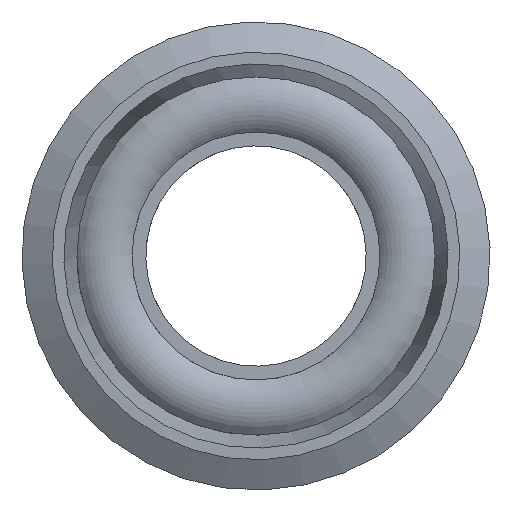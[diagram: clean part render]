
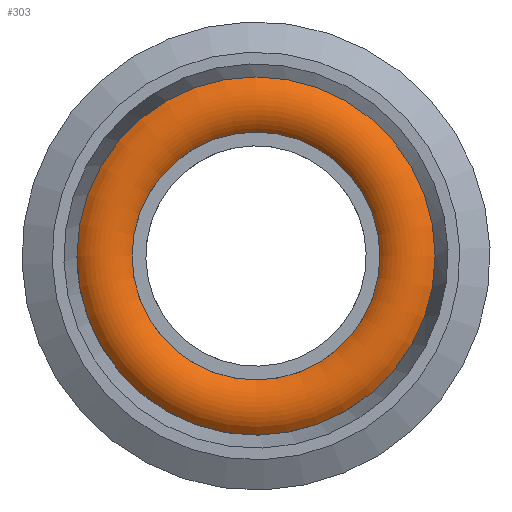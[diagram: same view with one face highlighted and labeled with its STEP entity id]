
A CAD part, left-side view. The second image highlights one B-rep face of the part: STEP entity #303.
In plain terms, the highlighted toroidal (fillet/blend) face has major radius 11 mm and minor radius 2.8 mm.
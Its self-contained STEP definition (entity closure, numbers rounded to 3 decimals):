
#32=TOROIDAL_SURFACE('',#335,11.,2.8);
#36=FACE_BOUND('',#91,.T.);
#62=FACE_OUTER_BOUND('',#90,.T.);
#90=EDGE_LOOP('',(#220));
#91=EDGE_LOOP('',(#221));
#138=CIRCLE('',#330,9.);
#140=CIRCLE('',#333,13.);
#164=VERTEX_POINT('',#489);
#166=VERTEX_POINT('',#494);
#190=EDGE_CURVE('',#164,#164,#138,.T.);
#192=EDGE_CURVE('',#166,#166,#140,.T.);
#220=ORIENTED_EDGE('',*,*,#192,.F.);
#221=ORIENTED_EDGE('',*,*,#190,.T.);
#303=ADVANCED_FACE('',(#62,#36),#32,.T.);
#330=AXIS2_PLACEMENT_3D('',#490,#385,#386);
#333=AXIS2_PLACEMENT_3D('',#495,#391,#392);
#335=AXIS2_PLACEMENT_3D('',#498,#395,#396);
#385=DIRECTION('center_axis',(1.,0.,0.));
#386=DIRECTION('ref_axis',(0.,0.,-1.));
#391=DIRECTION('center_axis',(1.,0.,0.));
#392=DIRECTION('ref_axis',(0.,0.,-1.));
#395=DIRECTION('center_axis',(1.,0.,0.));
#396=DIRECTION('ref_axis',(0.,0.,-1.));
#489=CARTESIAN_POINT('',(-63.16,9.,0.));
#490=CARTESIAN_POINT('Origin',(-63.16,0.,
0.));
#494=CARTESIAN_POINT('',(-63.16,13.,0.));
#495=CARTESIAN_POINT('Origin',(-63.16,0.,
0.));
#498=CARTESIAN_POINT('Origin',(-61.2,0.,0.));
